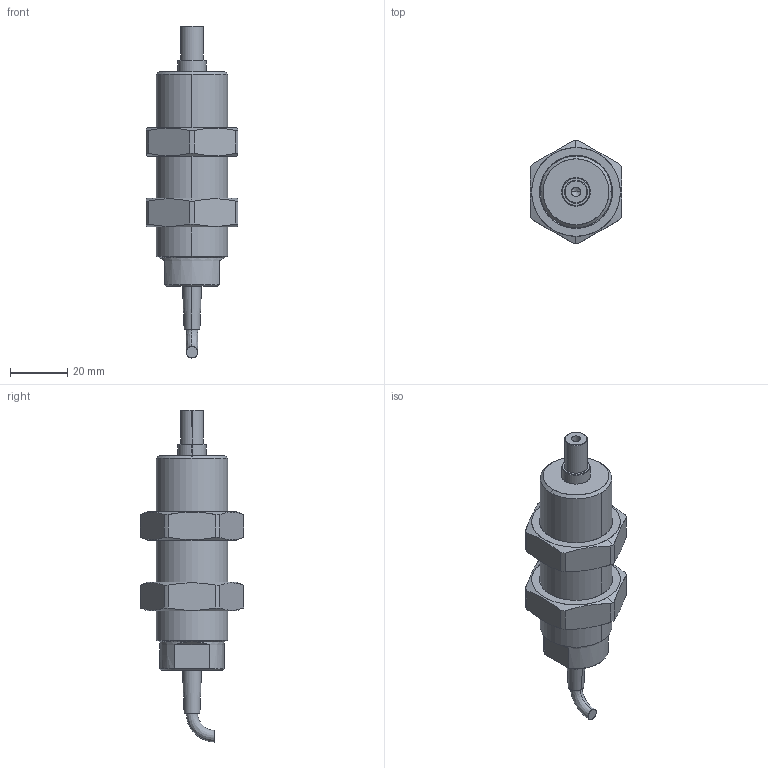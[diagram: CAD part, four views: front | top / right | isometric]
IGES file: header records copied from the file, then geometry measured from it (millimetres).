
Start section: SolidWorks IGES file using analytic representation for surfaces
Global section: file name: RFS150_LZ8.IGS; native system: SolidWorks 2011; preprocessor: SolidWorks 2011; author: rj; date: 100823.154335; units: millimetre
Bounding box: 32 x 36 x 115.9 mm (x, y, z)
Surface area: 12744.1 mm2 (no closed solid volume)
Topology: 0 solids, 0 shells, 91 faces, 1494 edges, 1492 vertices
Faces by surface type: revolution 58, bspline 33
